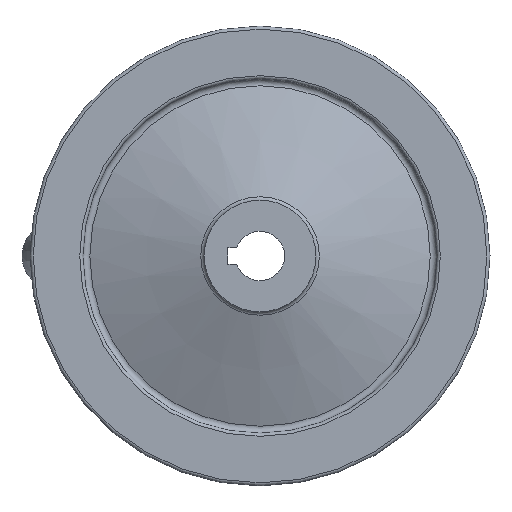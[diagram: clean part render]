
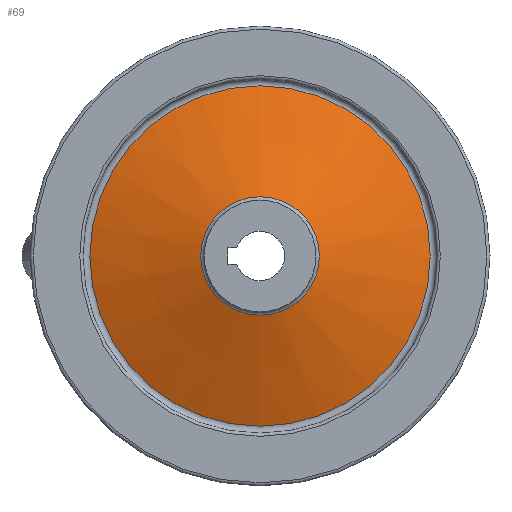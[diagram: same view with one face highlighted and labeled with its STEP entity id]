
A CAD part, left-side view. The second image highlights one B-rep face of the part: STEP entity #69.
In plain terms, the highlighted conical face has half-angle 69.846 degrees and reference radius 18.038 mm.
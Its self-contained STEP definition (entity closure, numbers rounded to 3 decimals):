
#69 = ADVANCED_FACE( '', ( #158, #159 ), #160, .T. );
#158 = FACE_OUTER_BOUND( '', #304, .T. );
#159 = FACE_BOUND( '', #305, .T. );
#160 = CONICAL_SURFACE( '', #306, 18.038, 1.219 );
#304 = EDGE_LOOP( '', ( #428 ) );
#305 = EDGE_LOOP( '', ( #429 ) );
#306 = AXIS2_PLACEMENT_3D( '', #430, #431, #432 );
#428 = ORIENTED_EDGE( '', *, *, #574, .F. );
#429 = ORIENTED_EDGE( '', *, *, #575, .T. );
#430 = CARTESIAN_POINT( '', ( 11.899, 0., 0. ) );
#431 = DIRECTION( '', ( 1., 0., 0. ) );
#432 = DIRECTION( '', ( 0., 0., -1. ) );
#574 = EDGE_CURVE( '', #651, #651, #652, .T. );
#575 = EDGE_CURVE( '', #653, #653, #654, .T. );
#651 = VERTEX_POINT( '', #746 );
#652 = CIRCLE( '', #747, 51.806 );
#653 = VERTEX_POINT( '', #748 );
#654 = CIRCLE( '', #749, 18.038 );
#746 = CARTESIAN_POINT( '', ( 24.292, 0., -51.806 ) );
#747 = AXIS2_PLACEMENT_3D( '', #841, #842, #843 );
#748 = CARTESIAN_POINT( '', ( 11.899, 0., -18.038 ) );
#749 = AXIS2_PLACEMENT_3D( '', #844, #845, #846 );
#841 = CARTESIAN_POINT( '', ( 24.292, 0., 0. ) );
#842 = DIRECTION( '', ( 1., 0., 0. ) );
#843 = DIRECTION( '', ( 0., 0., -1. ) );
#844 = CARTESIAN_POINT( '', ( 11.899, 0., 0. ) );
#845 = DIRECTION( '', ( 1., 0., 0. ) );
#846 = DIRECTION( '', ( 0., 0., -1. ) );
